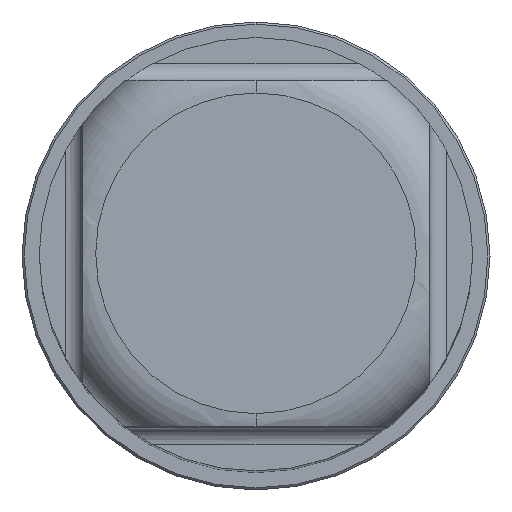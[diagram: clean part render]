
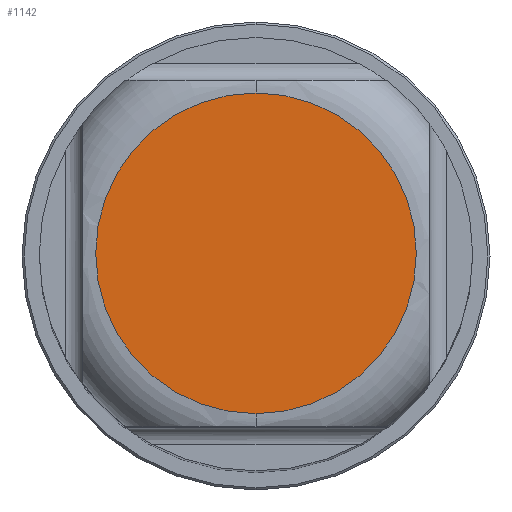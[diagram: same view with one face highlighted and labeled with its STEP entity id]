
A CAD part, top view. The second image highlights one B-rep face of the part: STEP entity #1142.
In plain terms, the highlighted planar face has unit normal (0, 0, 1).
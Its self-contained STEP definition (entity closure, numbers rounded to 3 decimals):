
#707=CARTESIAN_POINT('',(0.,0.,11.));
#708=DIRECTION('',(0.,0.,1.));
#709=DIRECTION('',(0.,1.,0.));
#710=AXIS2_PLACEMENT_3D('',#707,#708,#709);
#715=CARTESIAN_POINT('',(0.,0.,11.));
#716=DIRECTION('',(0.,0.,-1.));
#717=DIRECTION('',(0.,1.,0.));
#718=AXIS2_PLACEMENT_3D('',#715,#716,#717);
#791=CARTESIAN_POINT('',(0.,3.7,11.));
#792=CARTESIAN_POINT('',(0.,-3.7,11.));
#793=VERTEX_POINT('',#791);
#794=VERTEX_POINT('',#792);
#1133=CARTESIAN_POINT('',(0.,0.,11.));
#1134=DIRECTION('',(0.,0.,-1.));
#1135=DIRECTION('',(0.,-1.,0.));
#1136=AXIS2_PLACEMENT_3D('',#1133,#1134,#1135);
#1137=PLANE('',#1136);
#1138=ORIENTED_EDGE('',*,*,#1087,.F.);
#1139=ORIENTED_EDGE('',*,*,#954,.T.);
#1140=EDGE_LOOP('',(#1138,#1139));
#1141=FACE_OUTER_BOUND('',#1140,.F.);
#711=CIRCLE('',#710,3.7);
#719=CIRCLE('',#718,3.7);
#954=EDGE_CURVE('',#793,#794,#719,.T.);
#1087=EDGE_CURVE('',#793,#794,#711,.T.);
#1142=ADVANCED_FACE('',(#1141),#1137,.F.);
